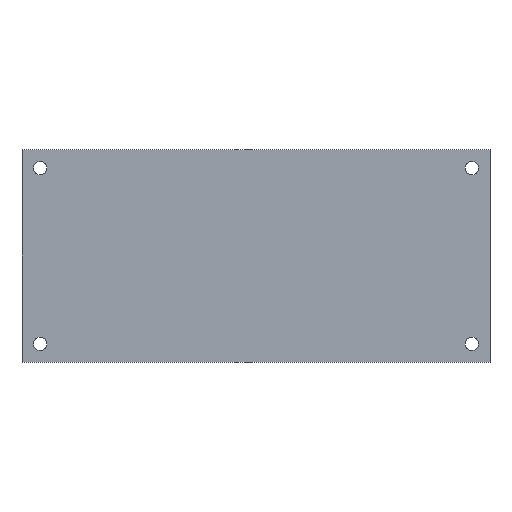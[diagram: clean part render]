
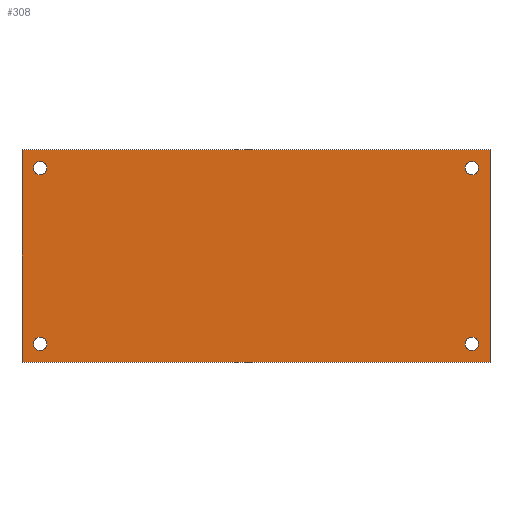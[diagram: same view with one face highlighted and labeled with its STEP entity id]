
A CAD part, front view. The second image highlights one B-rep face of the part: STEP entity #308.
In plain terms, the highlighted planar face has unit normal (0, -1, 0).
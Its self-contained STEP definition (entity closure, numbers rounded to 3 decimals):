
#1 = CIRCLE ( 'NONE', #6222, 2.2 ) ;
#115 = EDGE_CURVE ( 'NONE', #991, #4123, #8628, .T. ) ;
#308 = ADVANCED_FACE ( 'NONE', ( #4344, #2437, #6016, #6237, #4224 ), #9817, .F. ) ;
#311 = DIRECTION ( 'NONE',  ( 0., 0., 1. ) ) ;
#383 = EDGE_LOOP ( 'NONE', ( #8773, #7875, #3415, #9235 ) ) ;
#388 = LINE ( 'NONE', #6655, #5882 ) ;
#477 = DIRECTION ( 'NONE',  ( 0., 0., 1. ) ) ;
#720 = CARTESIAN_POINT ( 'NONE',  ( 0., 0., 70. ) ) ;
#839 = CIRCLE ( 'NONE', #940, 2.2 ) ;
#940 = AXIS2_PLACEMENT_3D ( 'NONE', #8333, #4556, #1450 ) ;
#991 = VERTEX_POINT ( 'NONE', #8706 ) ;
#1023 = EDGE_CURVE ( 'NONE', #2625, #3004, #4677, .T. ) ;
#1136 = EDGE_CURVE ( 'NONE', #1658, #4429, #1820, .T. ) ;
#1211 = CARTESIAN_POINT ( 'NONE',  ( 148.5, 0., 61.8 ) ) ;
#1252 = AXIS2_PLACEMENT_3D ( 'NONE', #4990, #7908, #9464 ) ;
#1268 = AXIS2_PLACEMENT_3D ( 'NONE', #7216, #4250, #477 ) ;
#1271 = EDGE_CURVE ( 'NONE', #3293, #3004, #388, .T. ) ;
#1277 = EDGE_CURVE ( 'NONE', #5039, #3293, #3730, .T. ) ;
#1308 = CARTESIAN_POINT ( 'NONE',  ( 6., 0., 61.8 ) ) ;
#1450 = DIRECTION ( 'NONE',  ( 0., 0., 1. ) ) ;
#1521 = DIRECTION ( 'NONE',  ( 0., 0., 1. ) ) ;
#1553 = DIRECTION ( 'NONE',  ( 0., 0., 1. ) ) ;
#1577 = VECTOR ( 'NONE', #7490, 1000. ) ;
#1658 = VERTEX_POINT ( 'NONE', #7419 ) ;
#1670 = EDGE_LOOP ( 'NONE', ( #8138, #8043 ) ) ;
#1779 = CIRCLE ( 'NONE', #1268, 2.2 ) ;
#1820 = CIRCLE ( 'NONE', #3432, 2.2 ) ;
#1974 = EDGE_CURVE ( 'NONE', #5039, #2625, #9675, .T. ) ;
#2050 = EDGE_CURVE ( 'NONE', #4429, #1658, #1, .T. ) ;
#2403 = EDGE_CURVE ( 'NONE', #4812, #8589, #6526, .T. ) ;
#2431 = ORIENTED_EDGE ( 'NONE', *, *, #115, .T. ) ;
#2437 = FACE_BOUND ( 'NONE', #1670, .T. ) ;
#2625 = VERTEX_POINT ( 'NONE', #7290 ) ;
#2647 = VECTOR ( 'NONE', #3428, 1000. ) ;
#2880 = CARTESIAN_POINT ( 'NONE',  ( 6., 0., 64. ) ) ;
#2890 = EDGE_CURVE ( 'NONE', #3284, #6547, #839, .T. ) ;
#3004 = VERTEX_POINT ( 'NONE', #4492 ) ;
#3106 = ORIENTED_EDGE ( 'NONE', *, *, #3322, .T. ) ;
#3118 = ORIENTED_EDGE ( 'NONE', *, *, #2890, .T. ) ;
#3284 = VERTEX_POINT ( 'NONE', #1211 ) ;
#3293 = VERTEX_POINT ( 'NONE', #8885 ) ;
#3322 = EDGE_CURVE ( 'NONE', #4123, #991, #1779, .T. ) ;
#3415 = ORIENTED_EDGE ( 'NONE', *, *, #1277, .F. ) ;
#3428 = DIRECTION ( 'NONE',  ( 1., 0., 0. ) ) ;
#3432 = AXIS2_PLACEMENT_3D ( 'NONE', #8812, #6626, #6591 ) ;
#3678 = DIRECTION ( 'NONE',  ( 0., 1., 0. ) ) ;
#3730 = LINE ( 'NONE', #720, #1577 ) ;
#3967 = CIRCLE ( 'NONE', #4444, 2.2 ) ;
#4001 = ORIENTED_EDGE ( 'NONE', *, *, #2403, .T. ) ;
#4123 = VERTEX_POINT ( 'NONE', #1308 ) ;
#4173 = CARTESIAN_POINT ( 'NONE',  ( 0., 0., 0. ) ) ;
#4224 = FACE_OUTER_BOUND ( 'NONE', #383, .T. ) ;
#4250 = DIRECTION ( 'NONE',  ( 0., 1., 0. ) ) ;
#4251 = ORIENTED_EDGE ( 'NONE', *, *, #8733, .T. ) ;
#4344 = FACE_BOUND ( 'NONE', #5749, .T. ) ;
#4353 = CIRCLE ( 'NONE', #1252, 2.2 ) ;
#4356 = EDGE_LOOP ( 'NONE', ( #2431, #3106 ) ) ;
#4429 = VERTEX_POINT ( 'NONE', #7687 ) ;
#4444 = AXIS2_PLACEMENT_3D ( 'NONE', #4901, #7818, #6317 ) ;
#4488 = DIRECTION ( 'NONE',  ( 0., 0., -1. ) ) ;
#4492 = CARTESIAN_POINT ( 'NONE',  ( 154.5, 0., 0. ) ) ;
#4539 = CARTESIAN_POINT ( 'NONE',  ( 6., 0., 8.2 ) ) ;
#4556 = DIRECTION ( 'NONE',  ( 0., 1., 0. ) ) ;
#4568 = DIRECTION ( 'NONE',  ( 0., 1., 0. ) ) ;
#4653 = VECTOR ( 'NONE', #7045, 1000. ) ;
#4677 = LINE ( 'NONE', #4173, #2647 ) ;
#4812 = VERTEX_POINT ( 'NONE', #6744 ) ;
#4901 = CARTESIAN_POINT ( 'NONE',  ( 6., 0., 6. ) ) ;
#4990 = CARTESIAN_POINT ( 'NONE',  ( 148.5, 0., 64. ) ) ;
#5039 = VERTEX_POINT ( 'NONE', #8531 ) ;
#5169 = DIRECTION ( 'NONE',  ( 0., 0., 1. ) ) ;
#5303 = AXIS2_PLACEMENT_3D ( 'NONE', #2880, #3678, #5169 ) ;
#5749 = EDGE_LOOP ( 'NONE', ( #4251, #3118 ) ) ;
#5882 = VECTOR ( 'NONE', #4488, 1000. ) ;
#6016 = FACE_BOUND ( 'NONE', #7517, .T. ) ;
#6124 = CARTESIAN_POINT ( 'NONE',  ( 6., 0., 6. ) ) ;
#6222 = AXIS2_PLACEMENT_3D ( 'NONE', #7945, #8693, #311 ) ;
#6237 = FACE_BOUND ( 'NONE', #4356, .T. ) ;
#6289 = CARTESIAN_POINT ( 'NONE',  ( 0., 0., 70. ) ) ;
#6317 = DIRECTION ( 'NONE',  ( 0., 0., 1. ) ) ;
#6526 = CIRCLE ( 'NONE', #8210, 2.2 ) ;
#6547 = VERTEX_POINT ( 'NONE', #9407 ) ;
#6591 = DIRECTION ( 'NONE',  ( 0., 0., 1. ) ) ;
#6626 = DIRECTION ( 'NONE',  ( 0., 1., 0. ) ) ;
#6655 = CARTESIAN_POINT ( 'NONE',  ( 154.5, 0., 70. ) ) ;
#6744 = CARTESIAN_POINT ( 'NONE',  ( 6., 0., 3.8 ) ) ;
#6898 = DIRECTION ( 'NONE',  ( 0., 1., 0. ) ) ;
#7045 = DIRECTION ( 'NONE',  ( 0., 0., -1. ) ) ;
#7216 = CARTESIAN_POINT ( 'NONE',  ( 6., 0., 64. ) ) ;
#7290 = CARTESIAN_POINT ( 'NONE',  ( 0., 0., 0. ) ) ;
#7419 = CARTESIAN_POINT ( 'NONE',  ( 148.5, 0., 3.8 ) ) ;
#7490 = DIRECTION ( 'NONE',  ( 1., 0., 0. ) ) ;
#7517 = EDGE_LOOP ( 'NONE', ( #9470, #4001 ) ) ;
#7687 = CARTESIAN_POINT ( 'NONE',  ( 148.5, 0., 8.2 ) ) ;
#7818 = DIRECTION ( 'NONE',  ( 0., 1., 0. ) ) ;
#7875 = ORIENTED_EDGE ( 'NONE', *, *, #1271, .F. ) ;
#7908 = DIRECTION ( 'NONE',  ( 0., 1., 0. ) ) ;
#7945 = CARTESIAN_POINT ( 'NONE',  ( 148.5, 0., 6. ) ) ;
#8043 = ORIENTED_EDGE ( 'NONE', *, *, #1136, .T. ) ;
#8138 = ORIENTED_EDGE ( 'NONE', *, *, #2050, .T. ) ;
#8210 = AXIS2_PLACEMENT_3D ( 'NONE', #6124, #6898, #1553 ) ;
#8333 = CARTESIAN_POINT ( 'NONE',  ( 148.5, 0., 64. ) ) ;
#8531 = CARTESIAN_POINT ( 'NONE',  ( 0., 0., 70. ) ) ;
#8589 = VERTEX_POINT ( 'NONE', #4539 ) ;
#8628 = CIRCLE ( 'NONE', #5303, 2.2 ) ;
#8693 = DIRECTION ( 'NONE',  ( 0., 1., 0. ) ) ;
#8706 = CARTESIAN_POINT ( 'NONE',  ( 6., 0., 66.2 ) ) ;
#8733 = EDGE_CURVE ( 'NONE', #6547, #3284, #4353, .T. ) ;
#8773 = ORIENTED_EDGE ( 'NONE', *, *, #1023, .T. ) ;
#8812 = CARTESIAN_POINT ( 'NONE',  ( 148.5, 0., 6. ) ) ;
#8885 = CARTESIAN_POINT ( 'NONE',  ( 154.5, 0., 70. ) ) ;
#9141 = CARTESIAN_POINT ( 'NONE',  ( 0., 0., 70. ) ) ;
#9235 = ORIENTED_EDGE ( 'NONE', *, *, #1974, .T. ) ;
#9264 = AXIS2_PLACEMENT_3D ( 'NONE', #9141, #4568, #1521 ) ;
#9407 = CARTESIAN_POINT ( 'NONE',  ( 148.5, 0., 66.2 ) ) ;
#9464 = DIRECTION ( 'NONE',  ( 0., 0., 1. ) ) ;
#9470 = ORIENTED_EDGE ( 'NONE', *, *, #9707, .T. ) ;
#9675 = LINE ( 'NONE', #6289, #4653 ) ;
#9707 = EDGE_CURVE ( 'NONE', #8589, #4812, #3967, .T. ) ;
#9817 = PLANE ( 'NONE',  #9264 ) ;
